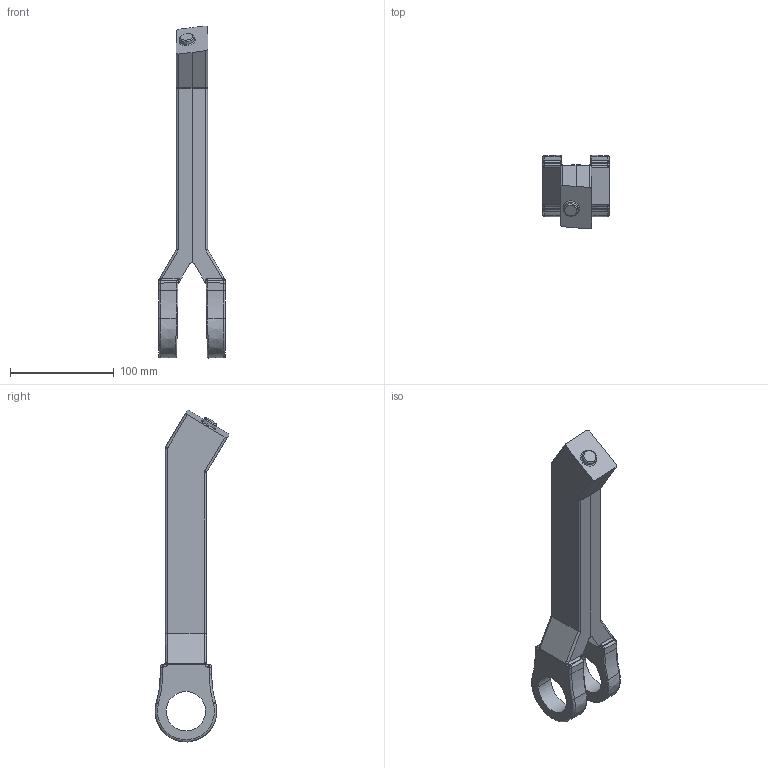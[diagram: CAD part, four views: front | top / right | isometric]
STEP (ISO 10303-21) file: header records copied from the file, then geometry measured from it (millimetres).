
FILE_DESCRIPTION(('CATIA V6 STEP','CAx-IF Rec.Pracs.--- Model Styling and Organization---1.5--- 2016-08-15','CAx-IF Rec.Pracs.---Supplemental Geometry---1.0---2011-11-01','CAx-IF Rec.Pracs.--- Composite Materials ---3.4---2017-06-13','CAx-IF Rec.Pracs.---Tessellated 3D Geometry---1.0---2015-12-17'),'2;1');
FILE_NAME('J fixe moulage droit A.stp','2022-11-16T15:36:06+00:00',('none'),('none'),'3DEXPERIENCE Platform3DEXPERIENCE R2022x HotFix 3','3DEXPERIENCE Platform STEP AP242 v2','none');
FILE_SCHEMA(('AP242_MANAGED_MODEL_BASED_3D_ENGINEERING_MIM_LF {1 0 10303 442 1 1 4}'));
Length unit declared in the file: millimetre
Products named in the file (1): Forme 3D00042019
Bounding box: 64.5 x 71.18 x 319.71 mm (x, y, z)
Volume: 395381 mm3; surface area: 58062.3 mm2
Topology: 1 solids, 1 shells, 143 faces, 338 edges, 186 vertices
Faces by surface type: cylinder 59, plane 30, bspline 28, sphere 10, torus 8, cone 8
Entity records: 5430 total; most frequent: CARTESIAN_POINT 2579, ORIENTED_EDGE 648, DIRECTION 416, EDGE_CURVE 324, AXIS2_PLACEMENT_3D 189, VERTEX_POINT 186, EDGE_LOOP 150, ADVANCED_FACE 143
